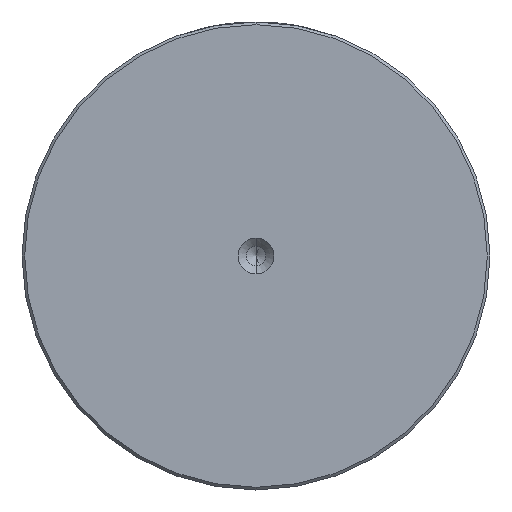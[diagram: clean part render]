
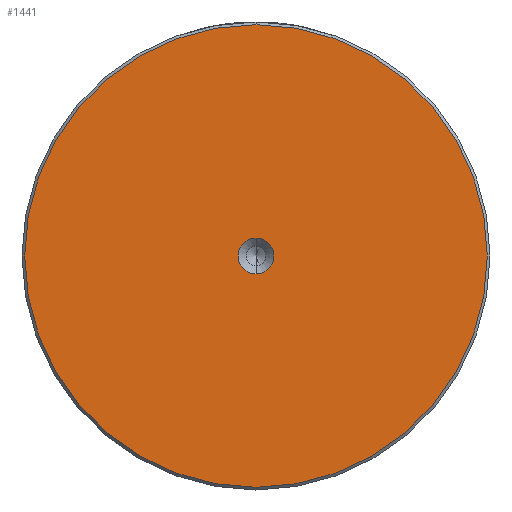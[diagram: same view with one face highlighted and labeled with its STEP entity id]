
A CAD part, left-side view. The second image highlights one B-rep face of the part: STEP entity #1441.
In plain terms, the highlighted planar face has unit normal (-1, 0, 0).
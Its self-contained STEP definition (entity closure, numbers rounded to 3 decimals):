
#67 = PLANE ( 'NONE',  #2256 ) ;
#117 = DIRECTION ( 'NONE',  ( -1., 0., 0. ) ) ;
#181 = DIRECTION ( 'NONE',  ( 0., 0., 1. ) ) ;
#209 = DIRECTION ( 'NONE',  ( 0., 0., 1. ) ) ;
#270 = CARTESIAN_POINT ( 'NONE',  ( 0., 0., 0. ) ) ;
#373 = VERTEX_POINT ( 'NONE', #1500 ) ;
#441 = CIRCLE ( 'NONE', #702, 3.3 ) ;
#503 = DIRECTION ( 'NONE',  ( 0., 0., 1. ) ) ;
#527 = ORIENTED_EDGE ( 'NONE', *, *, #2268, .T. ) ;
#574 = CARTESIAN_POINT ( 'NONE',  ( 0., 0., -42.5 ) ) ;
#597 = EDGE_CURVE ( 'NONE', #2793, #2577, #2920, .T. ) ;
#626 = ORIENTED_EDGE ( 'NONE', *, *, #1832, .F. ) ;
#641 = CIRCLE ( 'NONE', #1064, 3.3 ) ;
#661 = DIRECTION ( 'NONE',  ( -1., 0., 0. ) ) ;
#702 = AXIS2_PLACEMENT_3D ( 'NONE', #1461, #117, #1694 ) ;
#746 = DIRECTION ( 'NONE',  ( 0., 0., 1. ) ) ;
#808 = FACE_OUTER_BOUND ( 'NONE', #2451, .T. ) ;
#1064 = AXIS2_PLACEMENT_3D ( 'NONE', #270, #1848, #503 ) ;
#1156 = CARTESIAN_POINT ( 'NONE',  ( 0., 0., -3.3 ) ) ;
#1441 = ADVANCED_FACE ( 'NONE', ( #808, #2617 ), #67, .T. ) ;
#1461 = CARTESIAN_POINT ( 'NONE',  ( 0., 0., 0. ) ) ;
#1500 = CARTESIAN_POINT ( 'NONE',  ( 0., 0., 3.3 ) ) ;
#1532 = DIRECTION ( 'NONE',  ( -1., 0., 0. ) ) ;
#1595 = VERTEX_POINT ( 'NONE', #1156 ) ;
#1694 = DIRECTION ( 'NONE',  ( 0., 0., 1. ) ) ;
#1727 = AXIS2_PLACEMENT_3D ( 'NONE', #2885, #1532, #181 ) ;
#1768 = ORIENTED_EDGE ( 'NONE', *, *, #597, .T. ) ;
#1799 = CARTESIAN_POINT ( 'NONE',  ( 0., 0., 42.5 ) ) ;
#1832 = EDGE_CURVE ( 'NONE', #1595, #373, #641, .T. ) ;
#1848 = DIRECTION ( 'NONE',  ( -1., 0., 0. ) ) ;
#2006 = EDGE_CURVE ( 'NONE', #373, #1595, #441, .T. ) ;
#2022 = CARTESIAN_POINT ( 'NONE',  ( 0., 0., 0. ) ) ;
#2054 = EDGE_LOOP ( 'NONE', ( #2094, #626 ) ) ;
#2094 = ORIENTED_EDGE ( 'NONE', *, *, #2006, .F. ) ;
#2106 = DIRECTION ( 'NONE',  ( -1., 0., 0. ) ) ;
#2256 = AXIS2_PLACEMENT_3D ( 'NONE', #2769, #2106, #746 ) ;
#2268 = EDGE_CURVE ( 'NONE', #2577, #2793, #2410, .T. ) ;
#2410 = CIRCLE ( 'NONE', #1727, 42.5 ) ;
#2451 = EDGE_LOOP ( 'NONE', ( #1768, #527 ) ) ;
#2577 = VERTEX_POINT ( 'NONE', #1799 ) ;
#2617 = FACE_BOUND ( 'NONE', #2054, .T. ) ;
#2769 = CARTESIAN_POINT ( 'NONE',  ( 0., 0., 0. ) ) ;
#2793 = VERTEX_POINT ( 'NONE', #574 ) ;
#2885 = CARTESIAN_POINT ( 'NONE',  ( 0., 0., 0. ) ) ;
#2893 = AXIS2_PLACEMENT_3D ( 'NONE', #2022, #661, #209 ) ;
#2920 = CIRCLE ( 'NONE', #2893, 42.5 ) ;
